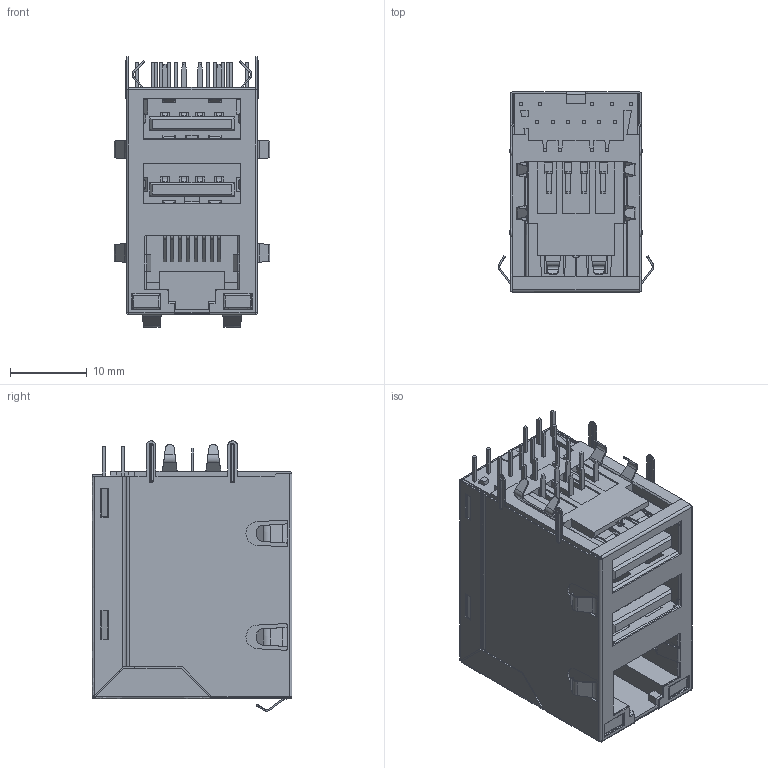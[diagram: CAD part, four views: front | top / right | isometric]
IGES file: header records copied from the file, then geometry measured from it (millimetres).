
Start section: C
Global section: file name: 7497111611A.igs; native system: By Siemens PLM Incorporated; preprocessor: XPlus GENERIC/IGES 17.0.49; author: Author; organization: Title; date: 20151119.163740; units: millimetre
Bounding box: 20.29 x 26.09 x 35.27 mm (x, y, z)
Volume: 10106.6 mm3; surface area: 15613.3 mm2
Topology: 13 solids, 13 shells, 2213 faces, 5838 edges, 3686 vertices
Faces by surface type: bspline 2213
